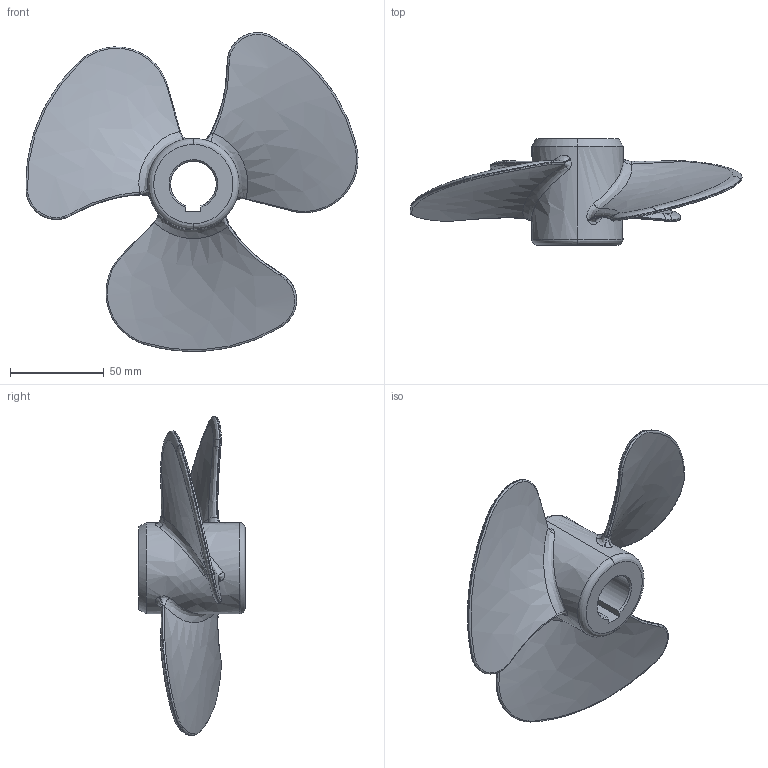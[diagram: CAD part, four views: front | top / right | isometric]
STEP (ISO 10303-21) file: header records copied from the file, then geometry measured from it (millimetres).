
FILE_DESCRIPTION(('FreeCAD Model'),'2;1');
FILE_NAME('Open CASCADE Shape Model','2025-05-03T10:24:00',('FreeCAD'),( 'FreeCAD'),'Open CASCADE STEP processor 7.6','FreeCAD','Unknown');
FILE_SCHEMA(('AUTOMOTIVE_DESIGN { 1 0 10303 214 1 1 1 1 }'));
Length unit declared in the file: millimetre
Products named in the file (1): Open CASCADE STEP translator 7.6 1
Bounding box: 176.84 x 56.77 x 169.85 mm (x, y, z)
Volume: 130738.3 mm3; surface area: 49534.7 mm2
Topology: 1 solids, 1 shells, 100 faces, 229 edges, 133 vertices
Faces by surface type: bspline 100
Entity records: 11511 total; most frequent: CARTESIAN_POINT 10164, ORIENTED_EDGE 458, EDGE_CURVE 229, B_SPLINE_CURVE_WITH_KNOTS 173, VERTEX_POINT 133, FACE_BOUND 104, EDGE_LOOP 104, ADVANCED_FACE 100
